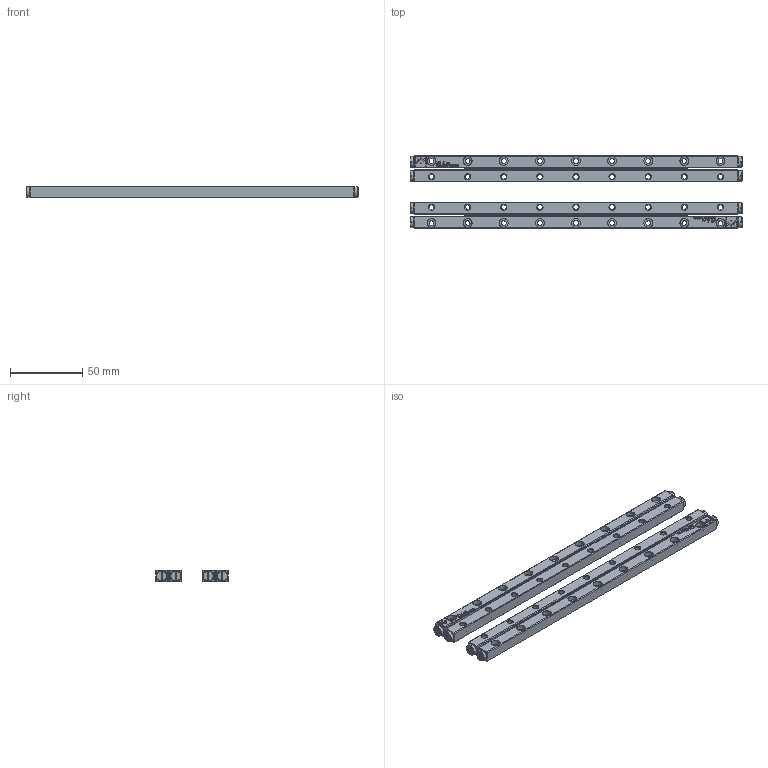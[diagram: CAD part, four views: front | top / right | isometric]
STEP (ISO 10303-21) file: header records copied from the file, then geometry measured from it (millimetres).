
FILE_DESCRIPTION(/* description */ (''),/* implementation_level */ '2;1');
FILE_NAME(/* name */ 'Set RSD-3225x31AA_stp.stp',/* time_stamp */ '2025-02-18T11:12:11+01:00',/* author */ (''),/* organization */ (''),/* preprocessor_version */ 'ST-DEVELOPER v16.7',/* originating_system */ 'SIEMENS PLM Software NX 12.0',/* authorisation */ '');
FILE_SCHEMA (('AUTOMOTIVE_DESIGN { 1 0 10303 214 3 1 1 1 }'));
Products named in the file (1): Set RSD-3225x31AA_stp
Bounding box: 229.8 x 50 x 8 mm (x, y, z)
Volume: 54674.5 mm3; surface area: 42150.1 mm2
Topology: 76 solids, 76 shells, 3758 faces, 9788 edges, 6322 vertices
Faces by surface type: plane 2116, cylinder 1038, bspline 360, cone 244
Full cylindrical faces by diameter (mm): 2.6 x8, 3 x70, 3.2 x8, 3.3 x36, 6 x36, 7.5 x8
Entity records: 121678 total; most frequent: CARTESIAN_POINT 24127, ORIENTED_EDGE 18368, DIRECTION 17558, EDGE_CURVE 9184, VERTEX_POINT 6120, LINE 6104, VECTOR 6104, AXIS2_PLACEMENT_3D 5727
